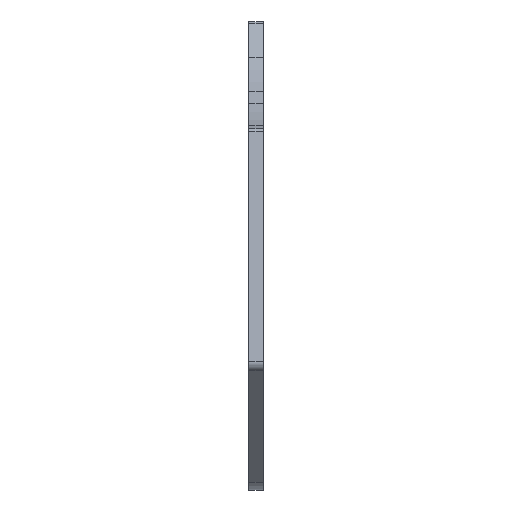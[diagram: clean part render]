
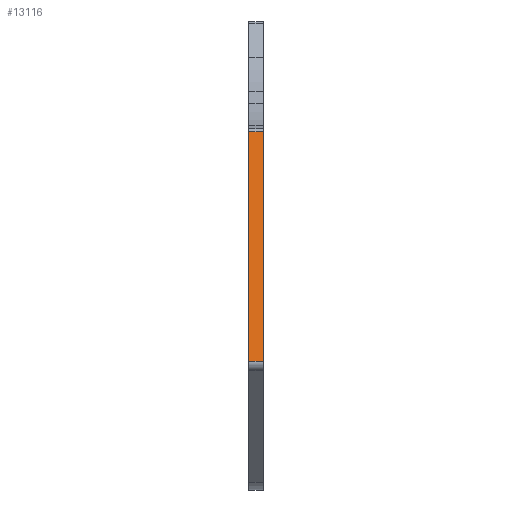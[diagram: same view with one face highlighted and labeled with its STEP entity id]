
A CAD part, left-side view. The second image highlights one B-rep face of the part: STEP entity #13116.
In plain terms, the highlighted planar face has unit normal (-0.985, 0, 0.174).
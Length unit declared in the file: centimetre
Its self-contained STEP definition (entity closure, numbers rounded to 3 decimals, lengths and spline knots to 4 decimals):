
#1285=VERTEX_POINT('',#19597);
#1286=VERTEX_POINT('',#19599);
#1446=VERTEX_POINT('',#20140);
#1447=VERTEX_POINT('',#20142);
#2959=VECTOR('',#15938,1.);
#3200=VECTOR('',#16358,1.);
#3221=VECTOR('',#16405,1.);
#3222=VECTOR('',#16407,1.);
#4741=LINE('',#19598,#2959);
#4982=LINE('',#20141,#3200);
#5003=LINE('',#20187,#3221);
#5004=LINE('',#20189,#3222);
#6672=EDGE_CURVE('',#1286,#1285,#4741,.T.);
#6948=EDGE_CURVE('',#1447,#1446,#4982,.T.);
#6973=EDGE_CURVE('',#1446,#1286,#5003,.T.);
#6974=EDGE_CURVE('',#1447,#1285,#5004,.T.);
#10867=ORIENTED_EDGE('',*,*,#6672,.T.);
#10868=ORIENTED_EDGE('',*,*,#6974,.F.);
#10869=ORIENTED_EDGE('',*,*,#6948,.T.);
#10870=ORIENTED_EDGE('',*,*,#6973,.T.);
#11662=EDGE_LOOP('',(#10867,#10868,#10869,#10870));
#12412=FACE_BOUND('',#11662,.T.);
#13116=ADVANCED_FACE('',(#12412),#20852,.T.);
#13840=AXIS2_PLACEMENT_3D('',#20188,#16406,$);
#15938=DIRECTION('',(-0.174,0.,-0.985));
#16358=DIRECTION('',(0.174,0.,0.985));
#16405=DIRECTION('',(0.,1.,0.));
#16406=DIRECTION('',(-0.985,0.,0.174));
#16407=DIRECTION('',(0.,1.,0.));
#19597=CARTESIAN_POINT('',(2.1548,0.33,5.8734));
#19598=CARTESIAN_POINT('',(2.1548,0.33,5.8734));
#19599=CARTESIAN_POINT('',(3.1031,0.33,11.2513));
#20140=CARTESIAN_POINT('',(3.1031,0.,11.2513));
#20141=CARTESIAN_POINT('',(2.1548,0.,5.8734));
#20142=CARTESIAN_POINT('',(2.1548,0.,5.8734));
#20187=CARTESIAN_POINT('',(3.1031,0.,11.2513));
#20188=CARTESIAN_POINT('',(2.629,0.,8.5624));
#20189=CARTESIAN_POINT('',(2.1548,0.,5.8734));
#20852=PLANE('',#13840);
